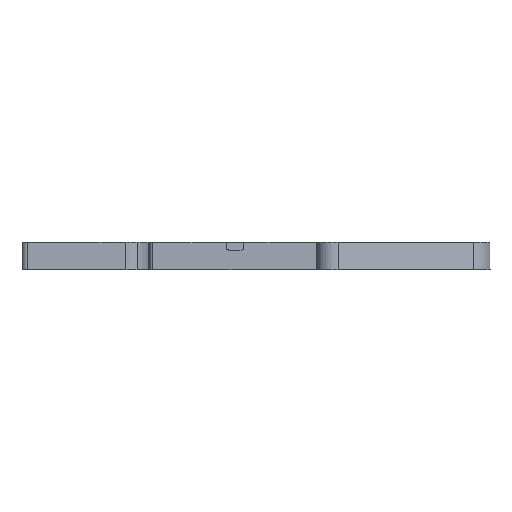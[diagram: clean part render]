
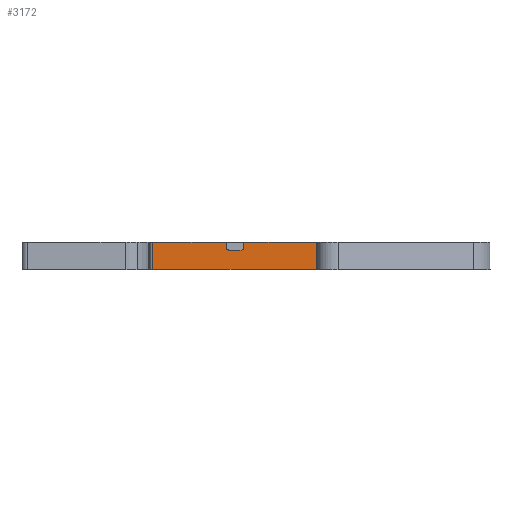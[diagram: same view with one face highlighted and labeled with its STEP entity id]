
A CAD part, front view. The second image highlights one B-rep face of the part: STEP entity #3172.
In plain terms, the highlighted planar face has unit normal (0, -1, 0).
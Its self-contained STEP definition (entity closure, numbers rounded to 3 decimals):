
#226 = VERTEX_POINT ( 'NONE', #7019 ) ;
#848 = VECTOR ( 'NONE', #9456, 1000. ) ;
#950 = VECTOR ( 'NONE', #19934, 1000. ) ;
#1109 = LINE ( 'NONE', #17873, #13820 ) ;
#1300 = CARTESIAN_POINT ( 'NONE',  ( -76.68, -3.455, 36.215 ) ) ;
#1737 = VECTOR ( 'NONE', #3905, 1000. ) ;
#2279 = AXIS2_PLACEMENT_3D ( 'NONE', #14902, #5149, #10153 ) ;
#2628 =( BOUNDED_CURVE ( )  B_SPLINE_CURVE ( 3, ( #10125, #20135, #8800, #12058 ),
 .UNSPECIFIED., .F., .F. ) 
 B_SPLINE_CURVE_WITH_KNOTS ( ( 4, 4 ),
 ( 0., 1.571 ),
 .UNSPECIFIED. ) 
 CURVE ( )  GEOMETRIC_REPRESENTATION_ITEM ( )  RATIONAL_B_SPLINE_CURVE ( ( 1., 0.805, 0.805, 1. ) ) 
 REPRESENTATION_ITEM ( '' )  );
#2843 = EDGE_CURVE ( 'NONE', #4054, #13540, #8988, .T. ) ;
#2924 = VERTEX_POINT ( 'NONE', #19125 ) ;
#3009 = CARTESIAN_POINT ( 'NONE',  ( -93.455, -3.455, 36.215 ) ) ;
#3172 = ADVANCED_FACE ( 'NONE', ( #14466 ), #8464, .F. ) ;
#3196 = EDGE_CURVE ( 'NONE', #16049, #8747, #13956, .T. ) ;
#3393 = VERTEX_POINT ( 'NONE', #10363 ) ;
#3494 = CARTESIAN_POINT ( 'NONE',  ( -79.38, -3.455, 34.665 ) ) ;
#3563 = DIRECTION ( 'NONE',  ( 0., 0., -1. ) ) ;
#3784 = VERTEX_POINT ( 'NONE', #11419 ) ;
#3888 = LINE ( 'NONE', #1300, #848 ) ;
#3905 = DIRECTION ( 'NONE',  ( 1., 0., 0. ) ) ;
#4054 = VERTEX_POINT ( 'NONE', #6405 ) ;
#4173 = CARTESIAN_POINT ( 'NONE',  ( -76.888, -3.455, 34.665 ) ) ;
#4317 = CARTESIAN_POINT ( 'NONE',  ( -79.88, -3.455, 36.215 ) ) ;
#4825 = ORIENTED_EDGE ( 'NONE', *, *, #6100, .F. ) ;
#5149 = DIRECTION ( 'NONE',  ( 0., 1., 0. ) ) ;
#5822 = EDGE_LOOP ( 'NONE', ( #16569, #4825, #16191, #16868, #15272, #16722, #15899, #18441, #7978, #14261 ) ) ;
#6100 = EDGE_CURVE ( 'NONE', #2924, #226, #1109, .T. ) ;
#6304 = DIRECTION ( 'NONE',  ( 0., 0., 1. ) ) ;
#6405 = CARTESIAN_POINT ( 'NONE',  ( -77.18, -3.455, 34.665 ) ) ;
#6459 = VECTOR ( 'NONE', #9068, 1000. ) ;
#6713 = VERTEX_POINT ( 'NONE', #14432 ) ;
#7019 = CARTESIAN_POINT ( 'NONE',  ( -79.88, -3.455, 36.165 ) ) ;
#7801 = EDGE_CURVE ( 'NONE', #13583, #4054, #20342, .T. ) ;
#7978 = ORIENTED_EDGE ( 'NONE', *, *, #7801, .F. ) ;
#8387 = EDGE_CURVE ( 'NONE', #8747, #3393, #12137, .T. ) ;
#8464 = PLANE ( 'NONE',  #2279 ) ;
#8747 = VERTEX_POINT ( 'NONE', #20911 ) ;
#8800 = CARTESIAN_POINT ( 'NONE',  ( -79.673, -3.455, 34.665 ) ) ;
#8988 =( BOUNDED_CURVE ( )  B_SPLINE_CURVE ( 3, ( #17120, #4173, #20622, #10667 ),
 .UNSPECIFIED., .F., .F. ) 
 B_SPLINE_CURVE_WITH_KNOTS ( ( 4, 4 ),
 ( 1.571, 3.142 ),
 .UNSPECIFIED. ) 
 CURVE ( )  GEOMETRIC_REPRESENTATION_ITEM ( )  RATIONAL_B_SPLINE_CURVE ( ( 1., 0.805, 0.805, 1. ) ) 
 REPRESENTATION_ITEM ( '' )  );
#9068 = DIRECTION ( 'NONE',  ( 0., 0., -1. ) ) ;
#9456 = DIRECTION ( 'NONE',  ( 0., 0., 1. ) ) ;
#9720 = DIRECTION ( 'NONE',  ( 1., 0., 0. ) ) ;
#10125 = CARTESIAN_POINT ( 'NONE',  ( -79.88, -3.455, 35.165 ) ) ;
#10153 = DIRECTION ( 'NONE',  ( -1., 0., 0. ) ) ;
#10202 = EDGE_CURVE ( 'NONE', #226, #6713, #19465, .T. ) ;
#10286 = CARTESIAN_POINT ( 'NONE',  ( -79.38, -3.455, 34.665 ) ) ;
#10343 = CARTESIAN_POINT ( 'NONE',  ( -67.403, -3.455, 31.165 ) ) ;
#10363 = CARTESIAN_POINT ( 'NONE',  ( -93.455, -3.455, 31.165 ) ) ;
#10667 = CARTESIAN_POINT ( 'NONE',  ( -76.68, -3.455, 35.165 ) ) ;
#11419 = CARTESIAN_POINT ( 'NONE',  ( -76.68, -3.455, 36.165 ) ) ;
#12058 = CARTESIAN_POINT ( 'NONE',  ( -79.38, -3.455, 34.665 ) ) ;
#12137 = LINE ( 'NONE', #10343, #950 ) ;
#13094 = CARTESIAN_POINT ( 'NONE',  ( -76.68, -3.455, 35.165 ) ) ;
#13144 = VECTOR ( 'NONE', #18598, 1000. ) ;
#13402 = CARTESIAN_POINT ( 'NONE',  ( -62.751, -3.455, 36.165 ) ) ;
#13540 = VERTEX_POINT ( 'NONE', #13094 ) ;
#13583 = VERTEX_POINT ( 'NONE', #3494 ) ;
#13820 = VECTOR ( 'NONE', #9720, 1000. ) ;
#13956 = LINE ( 'NONE', #18325, #17795 ) ;
#14223 = EDGE_CURVE ( 'NONE', #6713, #13583, #2628, .T. ) ;
#14261 = ORIENTED_EDGE ( 'NONE', *, *, #14223, .F. ) ;
#14432 = CARTESIAN_POINT ( 'NONE',  ( -79.88, -3.455, 35.165 ) ) ;
#14466 = FACE_OUTER_BOUND ( 'NONE', #5822, .T. ) ;
#14648 = VECTOR ( 'NONE', #6304, 1000. ) ;
#14902 = CARTESIAN_POINT ( 'NONE',  ( -93.455, -3.455, 36.215 ) ) ;
#15272 = ORIENTED_EDGE ( 'NONE', *, *, #3196, .F. ) ;
#15899 = ORIENTED_EDGE ( 'NONE', *, *, #19331, .F. ) ;
#16049 = VERTEX_POINT ( 'NONE', #13402 ) ;
#16191 = ORIENTED_EDGE ( 'NONE', *, *, #18350, .F. ) ;
#16493 = LINE ( 'NONE', #18176, #13144 ) ;
#16569 = ORIENTED_EDGE ( 'NONE', *, *, #10202, .F. ) ;
#16722 = ORIENTED_EDGE ( 'NONE', *, *, #16748, .F. ) ;
#16748 = EDGE_CURVE ( 'NONE', #3784, #16049, #16493, .T. ) ;
#16868 = ORIENTED_EDGE ( 'NONE', *, *, #8387, .F. ) ;
#17120 = CARTESIAN_POINT ( 'NONE',  ( -77.18, -3.455, 34.665 ) ) ;
#17795 = VECTOR ( 'NONE', #3563, 1000. ) ;
#17873 = CARTESIAN_POINT ( 'NONE',  ( -78.175, -3.455, 36.165 ) ) ;
#17964 = LINE ( 'NONE', #3009, #14648 ) ;
#18176 = CARTESIAN_POINT ( 'NONE',  ( -78.175, -3.455, 36.165 ) ) ;
#18325 = CARTESIAN_POINT ( 'NONE',  ( -62.751, -3.455, 36.215 ) ) ;
#18350 = EDGE_CURVE ( 'NONE', #3393, #2924, #17964, .T. ) ;
#18441 = ORIENTED_EDGE ( 'NONE', *, *, #2843, .F. ) ;
#18598 = DIRECTION ( 'NONE',  ( 1., 0., 0. ) ) ;
#19125 = CARTESIAN_POINT ( 'NONE',  ( -93.455, -3.455, 36.165 ) ) ;
#19331 = EDGE_CURVE ( 'NONE', #13540, #3784, #3888, .T. ) ;
#19465 = LINE ( 'NONE', #4317, #6459 ) ;
#19934 = DIRECTION ( 'NONE',  ( -1., 0., 0. ) ) ;
#20135 = CARTESIAN_POINT ( 'NONE',  ( -79.88, -3.455, 34.872 ) ) ;
#20342 = LINE ( 'NONE', #10286, #1737 ) ;
#20622 = CARTESIAN_POINT ( 'NONE',  ( -76.68, -3.455, 34.872 ) ) ;
#20911 = CARTESIAN_POINT ( 'NONE',  ( -62.751, -3.455, 31.165 ) ) ;
